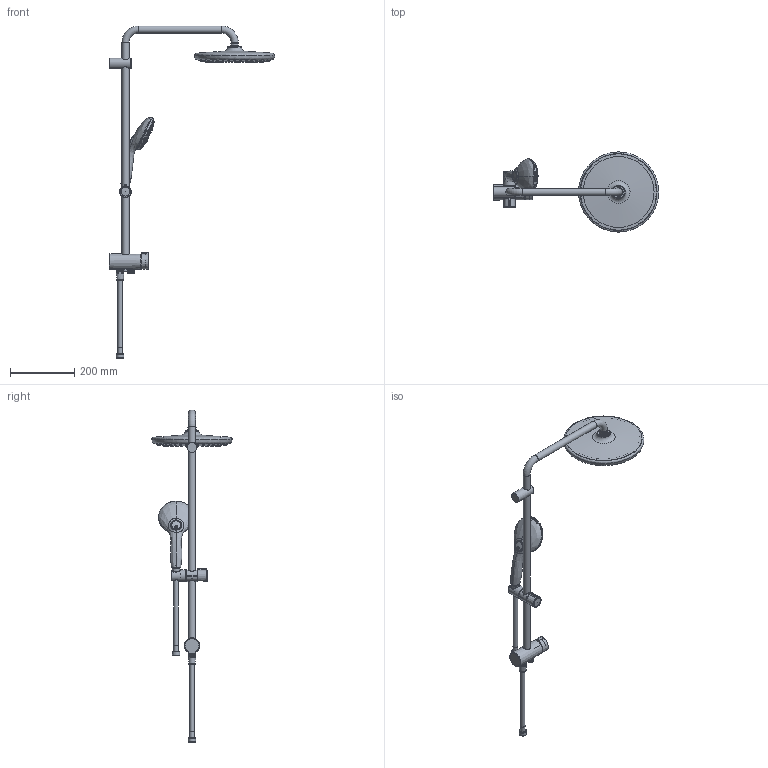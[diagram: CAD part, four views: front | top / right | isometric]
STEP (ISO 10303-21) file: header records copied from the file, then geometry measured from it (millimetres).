
FILE_DESCRIPTION(/* description */ ('Unknown'),/* implementation_level */ '2;1');
FILE_NAME(/* name */ '26980001',/* time_stamp */ '2023-04-21T10:07:15+02:00',/* author */ ('Unknown'),/* organization */ ('GROHE AG'),/* preprocessor_version */ 'ST-DEVELOPER v16.7',/* originating_system */ 'DEX',/* authorisation */ $);
FILE_SCHEMA (('AUTOMOTIVE_DESIGN {1 0 10303 214 3 1 1}'));
Products named in the file (9): 26980001; 26980001_0; id109; 081107 GTM1000C Handles Update02; A4297454_BUMPER_NOZZLE_SOLID; A4298721_HOUSING_SURFACES_PS_SURFACE_V1_HIGHER_SOLID_211103; A4298722_SOFTTOOL DIAL_NEW_POSITION_RADIUS_0,7; shell
Assembly tree (8 placements, depth 2):
  26980001
    26980001
    26980001_0
    id109
    081107 GTM1000C Handles Update02
    A4297454_BUMPER_NOZZLE_SOLID
    A4298721_HOUSING_SURFACES_PS_SURFACE_V1_HIGHER_SOLID_211103
    A4298722_SOFTTOOL DIAL_NEW_POSITION_RADIUS_0,7
    shell
Bounding box: 515.48 x 249.97 x 1034.36 mm (x, y, z)
Volume: 108083 mm3; surface area: 395878.7 mm2
Topology: 2 solids, 424 shells, 1804 faces, 8185 edges, 6703 vertices
Faces by surface type: bspline 846, plane 328, cylinder 282, torus 184, cone 101, sphere 63
Full cylindrical faces by diameter (mm): 2.8 x66, 3.7 x21, 3.8 x114, 4.1 x6, 11.5 x1, 14.262 x2, 15 x4, 18.6 x12, 19.9 x2, 20.96 x1, 22 x5, 22.6 x2, 22.9 x2, 23 x3, 28 x1, 30.3 x1, 31.3 x1, 32 x1, 33.4 x2, 36 x2, 44.476 x1, 98.8 x1, 100 x1, 100.004 x1, 239.047 x1
Entity records: 155873 total; most frequent: CARTESIAN_POINT 102497, ORIENTED_EDGE 9249, EDGE_CURVE 7098, DIRECTION 6217, VERTEX_POINT 6181, B_SPLINE_CURVE_WITH_KNOTS 4164, EDGE_LOOP 3203, FACE_BOUND 3203
